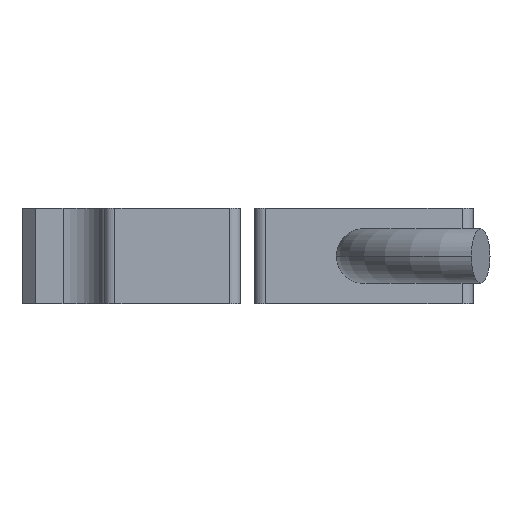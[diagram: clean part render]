
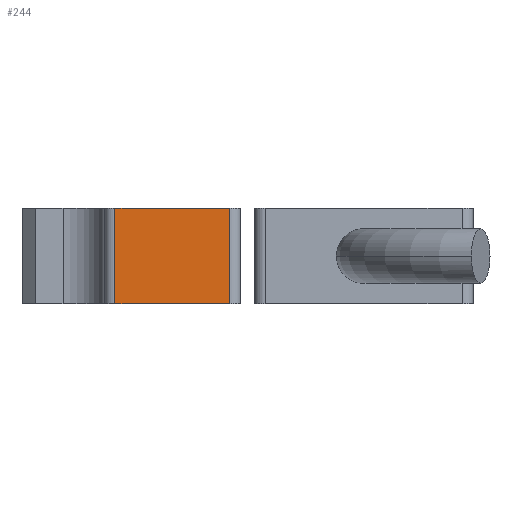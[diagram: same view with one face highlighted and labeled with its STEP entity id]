
A CAD part, front view. The second image highlights one B-rep face of the part: STEP entity #244.
In plain terms, the highlighted planar face has unit normal (0, -1, 0).
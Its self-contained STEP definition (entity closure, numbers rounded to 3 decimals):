
#67 = CARTESIAN_POINT ( 'NONE',  ( -10.2, 0., 7. ) ) ;
#88 = VECTOR ( 'NONE', #730, 1000. ) ;
#167 = ORIENTED_EDGE ( 'NONE', *, *, #1802, .T. ) ;
#224 = DIRECTION ( 'NONE',  ( 1., 0., 0. ) ) ;
#244 = ADVANCED_FACE ( 'NONE', ( #2122 ), #1083, .T. ) ;
#342 = AXIS2_PLACEMENT_3D ( 'NONE', #1591, #1940, #565 ) ;
#355 = CARTESIAN_POINT ( 'NONE',  ( -10.2, 0., 0. ) ) ;
#375 = ORIENTED_EDGE ( 'NONE', *, *, #1197, .F. ) ;
#404 = ORIENTED_EDGE ( 'NONE', *, *, #824, .T. ) ;
#475 = VERTEX_POINT ( 'NONE', #2150 ) ;
#565 = DIRECTION ( 'NONE',  ( 1., 0., 0. ) ) ;
#590 = LINE ( 'NONE', #67, #88 ) ;
#603 = ORIENTED_EDGE ( 'NONE', *, *, #1027, .T. ) ;
#727 = VECTOR ( 'NONE', #861, 1000. ) ;
#730 = DIRECTION ( 'NONE',  ( -1., 0., 0. ) ) ;
#766 = VECTOR ( 'NONE', #1664, 1000. ) ;
#824 = EDGE_CURVE ( 'NONE', #1944, #1320, #1515, .T. ) ;
#861 = DIRECTION ( 'NONE',  ( 0., 0., 1. ) ) ;
#972 = CARTESIAN_POINT ( 'NONE',  ( -10.2, 0., 0. ) ) ;
#1027 = EDGE_CURVE ( 'NONE', #1320, #1260, #590, .T. ) ;
#1083 = PLANE ( 'NONE',  #342 ) ;
#1179 = EDGE_LOOP ( 'NONE', ( #603, #375, #167, #404 ) ) ;
#1197 = EDGE_CURVE ( 'NONE', #475, #1260, #1826, .T. ) ;
#1260 = VERTEX_POINT ( 'NONE', #1869 ) ;
#1320 = VERTEX_POINT ( 'NONE', #1741 ) ;
#1350 = VECTOR ( 'NONE', #224, 1000. ) ;
#1515 = LINE ( 'NONE', #1874, #727 ) ;
#1591 = CARTESIAN_POINT ( 'NONE',  ( -6., 0., 0. ) ) ;
#1664 = DIRECTION ( 'NONE',  ( 0., 0., 1. ) ) ;
#1741 = CARTESIAN_POINT ( 'NONE',  ( -1.8, 0., 7. ) ) ;
#1744 = LINE ( 'NONE', #355, #1350 ) ;
#1802 = EDGE_CURVE ( 'NONE', #475, #1944, #1744, .T. ) ;
#1826 = LINE ( 'NONE', #972, #766 ) ;
#1845 = CARTESIAN_POINT ( 'NONE',  ( -1.8, 0., 0. ) ) ;
#1869 = CARTESIAN_POINT ( 'NONE',  ( -10.2, 0., 7. ) ) ;
#1874 = CARTESIAN_POINT ( 'NONE',  ( -1.8, 0., 0. ) ) ;
#1940 = DIRECTION ( 'NONE',  ( 0., -1., 0. ) ) ;
#1944 = VERTEX_POINT ( 'NONE', #1845 ) ;
#2122 = FACE_OUTER_BOUND ( 'NONE', #1179, .T. ) ;
#2150 = CARTESIAN_POINT ( 'NONE',  ( -10.2, 0., 0. ) ) ;
